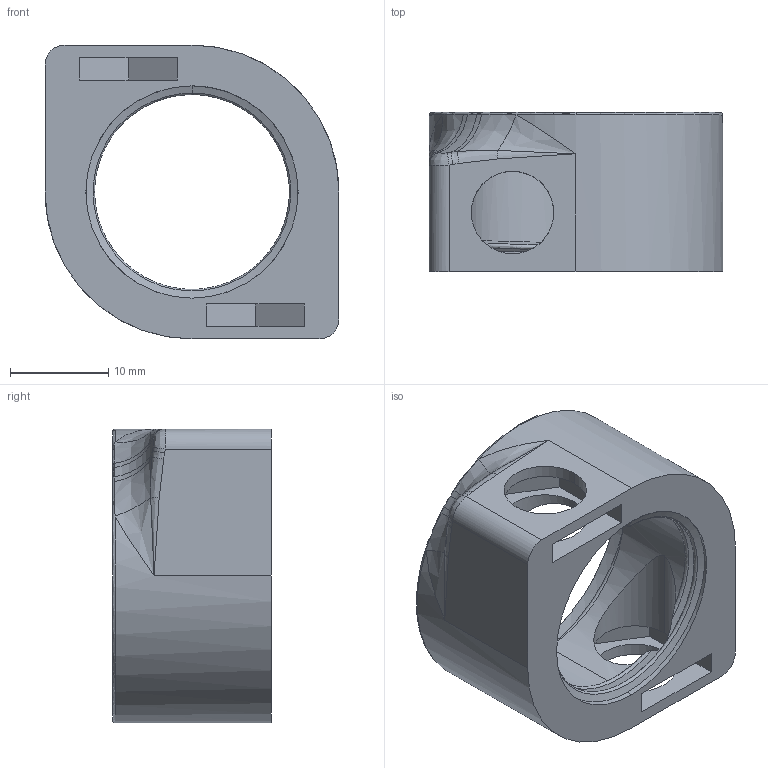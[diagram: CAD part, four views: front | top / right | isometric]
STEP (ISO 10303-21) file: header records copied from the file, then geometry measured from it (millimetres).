
FILE_DESCRIPTION((''),'2;1');
FILE_NAME('BULB_LOWER','2020-09-04T10:37:38',('Matt Visnovsky'),(''),'CREO PARAMETRIC BY PTC INC, 2018100','CREO PARAMETRIC BY PTC INC, 2018100','');
FILE_SCHEMA(('CONFIG_CONTROL_DESIGN'));
Length unit declared in the file: inch
Products named in the file (1): BULB_LOWER
Bounding box: 29.88 x 16.16 x 29.88 mm (x, y, z)
Volume: 4882.1 mm3; surface area: 4077.6 mm2
Topology: 1 solids, 1 shells, 99 faces, 251 edges, 155 vertices
Faces by surface type: bspline 43, cylinder 23, plane 23, torus 8, cone 2
Entity records: 7267 total; most frequent: CARTESIAN_POINT 5132, ORIENTED_EDGE 502, DIRECTION 335, EDGE_CURVE 251, VERTEX_POINT 155, AXIS2_PLACEMENT_3D 130, EDGE_LOOP 110, B_SPLINE_CURVE_WITH_KNOTS 102
